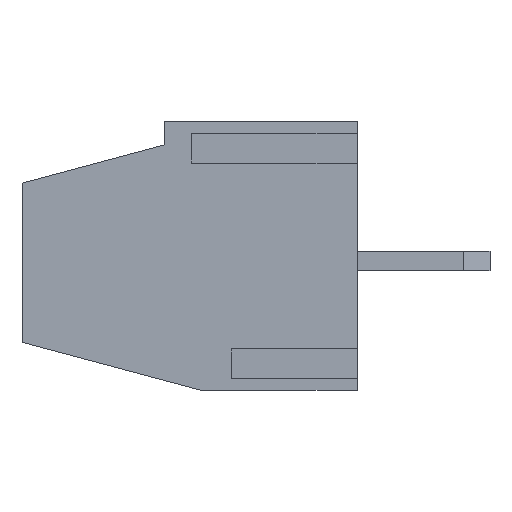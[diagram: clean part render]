
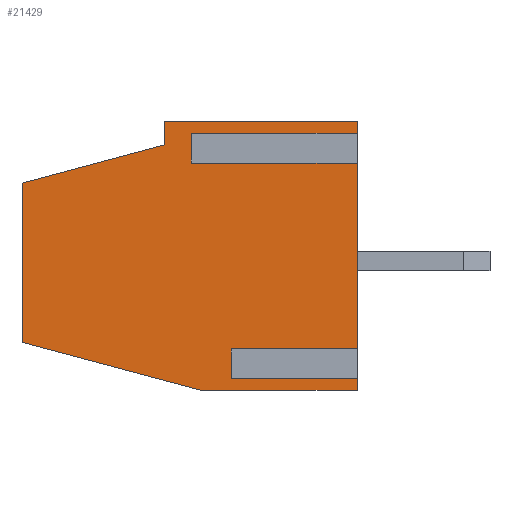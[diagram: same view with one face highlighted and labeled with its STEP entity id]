
A CAD part, left-side view. The second image highlights one B-rep face of the part: STEP entity #21429.
In plain terms, the highlighted planar face has unit normal (-1, 0, 0).
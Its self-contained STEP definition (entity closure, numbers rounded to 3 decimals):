
#31 = CARTESIAN_POINT ( 'NONE',  ( -2.54, 5., 3.668 ) ) ;
#80 = CARTESIAN_POINT ( 'NONE',  ( -2.54, 10.1, -2.452 ) ) ;
#158 = CARTESIAN_POINT ( 'NONE',  ( -2.54, 10.1, 2.348 ) ) ;
#292 = ORIENTED_EDGE ( 'NONE', *, *, #6103, .T. ) ;
#311 = VERTEX_POINT ( 'NONE', #12594 ) ;
#341 = CARTESIAN_POINT ( 'NONE',  ( -2.54, 3.8, -3.368 ) ) ;
#349 = LINE ( 'NONE', #15090, #20631 ) ;
#776 = VERTEX_POINT ( 'NONE', #9034 ) ;
#818 = ORIENTED_EDGE ( 'NONE', *, *, #3372, .T. ) ;
#864 = ORIENTED_EDGE ( 'NONE', *, *, #10069, .T. ) ;
#1394 = VECTOR ( 'NONE', #18400, 1000. ) ;
#1573 = ORIENTED_EDGE ( 'NONE', *, *, #11701, .T. ) ;
#1772 = CARTESIAN_POINT ( 'NONE',  ( -2.54, 3.8, -2.832 ) ) ;
#2011 = CARTESIAN_POINT ( 'NONE',  ( -2.54, 0., -2.832 ) ) ;
#2117 = VERTEX_POINT ( 'NONE', #80 ) ;
#2190 = VERTEX_POINT ( 'NONE', #7517 ) ;
#2679 = VECTOR ( 'NONE', #18012, 1000. ) ;
#2724 = DIRECTION ( 'NONE',  ( 0., -1., 0. ) ) ;
#3351 = LINE ( 'NONE', #23839, #12145 ) ;
#3372 = EDGE_CURVE ( 'NONE', #13883, #21263, #19731, .T. ) ;
#3511 = DIRECTION ( 'NONE',  ( 0., 0., -1. ) ) ;
#3848 = VECTOR ( 'NONE', #17006, 1000. ) ;
#3883 = LINE ( 'NONE', #4004, #12569 ) ;
#4004 = CARTESIAN_POINT ( 'NONE',  ( -2.54, 5., 3.132 ) ) ;
#4291 = DIRECTION ( 'NONE',  ( 0., 0.966, 0.259 ) ) ;
#4934 = EDGE_CURVE ( 'NONE', #12386, #16335, #16873, .T. ) ;
#5444 = PLANE ( 'NONE',  #6402 ) ;
#5639 = DIRECTION ( 'NONE',  ( 0., 0., 1. ) ) ;
#5845 = CARTESIAN_POINT ( 'NONE',  ( -2.54, 10.1, 2.348 ) ) ;
#6103 = EDGE_CURVE ( 'NONE', #16335, #16009, #349, .T. ) ;
#6188 = ORIENTED_EDGE ( 'NONE', *, *, #14239, .F. ) ;
#6204 = LINE ( 'NONE', #341, #7179 ) ;
#6225 = EDGE_CURVE ( 'NONE', #13883, #776, #18781, .T. ) ;
#6362 = CARTESIAN_POINT ( 'NONE',  ( -2.54, 3.8, -3.368 ) ) ;
#6402 = AXIS2_PLACEMENT_3D ( 'NONE', #10848, #16315, #3511 ) ;
#6713 = DIRECTION ( 'NONE',  ( 0., -1., 0. ) ) ;
#7179 = VECTOR ( 'NONE', #7793, 1000. ) ;
#7333 = CARTESIAN_POINT ( 'NONE',  ( -2.54, 0., 4.2 ) ) ;
#7340 = ORIENTED_EDGE ( 'NONE', *, *, #20294, .F. ) ;
#7384 = CARTESIAN_POINT ( 'NONE',  ( -2.54, 4.697, -3.9 ) ) ;
#7517 = CARTESIAN_POINT ( 'NONE',  ( -2.54, 3.8, -3.368 ) ) ;
#7723 = DIRECTION ( 'NONE',  ( 0., 0., -1. ) ) ;
#7793 = DIRECTION ( 'NONE',  ( 0., 0., 1. ) ) ;
#8443 = VERTEX_POINT ( 'NONE', #7384 ) ;
#8701 = EDGE_LOOP ( 'NONE', ( #6188, #864, #10874, #292, #15772, #20519, #818, #18625, #22441, #10308, #16222, #22458, #7340, #20594, #1573 ) ) ;
#8891 = FACE_OUTER_BOUND ( 'NONE', #8701, .T. ) ;
#9034 = CARTESIAN_POINT ( 'NONE',  ( -2.54, 5., 3.132 ) ) ;
#9298 = EDGE_CURVE ( 'NONE', #776, #16009, #3883, .T. ) ;
#9497 = DIRECTION ( 'NONE',  ( 0., -1., 0. ) ) ;
#9518 = CARTESIAN_POINT ( 'NONE',  ( -2.54, 0., 3.668 ) ) ;
#9582 = CARTESIAN_POINT ( 'NONE',  ( -2.54, 3.8, -2.832 ) ) ;
#9771 = DIRECTION ( 'NONE',  ( 0., 0., 1. ) ) ;
#10035 = VERTEX_POINT ( 'NONE', #11580 ) ;
#10069 = EDGE_CURVE ( 'NONE', #2190, #12386, #6204, .T. ) ;
#10153 = VECTOR ( 'NONE', #7723, 1000. ) ;
#10308 = ORIENTED_EDGE ( 'NONE', *, *, #19384, .F. ) ;
#10388 = VECTOR ( 'NONE', #20080, 1000. ) ;
#10675 = VERTEX_POINT ( 'NONE', #23297 ) ;
#10848 = CARTESIAN_POINT ( 'NONE',  ( -2.54, 10.1, 4.2 ) ) ;
#10874 = ORIENTED_EDGE ( 'NONE', *, *, #4934, .T. ) ;
#11031 = LINE ( 'NONE', #14665, #21648 ) ;
#11102 = VECTOR ( 'NONE', #22477, 1000. ) ;
#11291 = DIRECTION ( 'NONE',  ( 0., 0., 1. ) ) ;
#11331 = VERTEX_POINT ( 'NONE', #17285 ) ;
#11580 = CARTESIAN_POINT ( 'NONE',  ( -2.54, 0., -3.368 ) ) ;
#11701 = EDGE_CURVE ( 'NONE', #10675, #10035, #16957, .T. ) ;
#12005 = EDGE_CURVE ( 'NONE', #12244, #11331, #23416, .T. ) ;
#12145 = VECTOR ( 'NONE', #11291, 1000. ) ;
#12244 = VERTEX_POINT ( 'NONE', #14826 ) ;
#12264 = EDGE_CURVE ( 'NONE', #2117, #17264, #21902, .T. ) ;
#12386 = VERTEX_POINT ( 'NONE', #1772 ) ;
#12569 = VECTOR ( 'NONE', #9497, 1000. ) ;
#12578 = VECTOR ( 'NONE', #4291, 1000. ) ;
#12594 = CARTESIAN_POINT ( 'NONE',  ( -2.54, 5.8, 3.5 ) ) ;
#12637 = CARTESIAN_POINT ( 'NONE',  ( -2.54, 10.1, 4.2 ) ) ;
#13571 = DIRECTION ( 'NONE',  ( 0., -1., 0. ) ) ;
#13883 = VERTEX_POINT ( 'NONE', #17296 ) ;
#14239 = EDGE_CURVE ( 'NONE', #2190, #10035, #17454, .T. ) ;
#14615 = VECTOR ( 'NONE', #6713, 1000. ) ;
#14665 = CARTESIAN_POINT ( 'NONE',  ( -2.54, 0., 4.2 ) ) ;
#14826 = CARTESIAN_POINT ( 'NONE',  ( -2.54, 5.8, 4.2 ) ) ;
#15000 = CARTESIAN_POINT ( 'NONE',  ( -2.54, 10.1, -2.452 ) ) ;
#15090 = CARTESIAN_POINT ( 'NONE',  ( -2.54, 0., 4.2 ) ) ;
#15152 = CARTESIAN_POINT ( 'NONE',  ( -2.54, 10.1, -3.9 ) ) ;
#15772 = ORIENTED_EDGE ( 'NONE', *, *, #9298, .F. ) ;
#16009 = VERTEX_POINT ( 'NONE', #22740 ) ;
#16222 = ORIENTED_EDGE ( 'NONE', *, *, #23243, .F. ) ;
#16315 = DIRECTION ( 'NONE',  ( 1., 0., 0. ) ) ;
#16335 = VERTEX_POINT ( 'NONE', #2011 ) ;
#16429 = CARTESIAN_POINT ( 'NONE',  ( -2.54, 5., 3.668 ) ) ;
#16602 = VECTOR ( 'NONE', #2724, 1000. ) ;
#16855 = LINE ( 'NONE', #158, #11102 ) ;
#16873 = LINE ( 'NONE', #9582, #3848 ) ;
#16957 = LINE ( 'NONE', #7333, #1394 ) ;
#17006 = DIRECTION ( 'NONE',  ( 0., -1., 0. ) ) ;
#17264 = VERTEX_POINT ( 'NONE', #5845 ) ;
#17285 = CARTESIAN_POINT ( 'NONE',  ( -2.54, 0., 4.2 ) ) ;
#17296 = CARTESIAN_POINT ( 'NONE',  ( -2.54, 5., 3.668 ) ) ;
#17454 = LINE ( 'NONE', #6362, #16602 ) ;
#17919 = CARTESIAN_POINT ( 'NONE',  ( -2.54, 10.1, 4.2 ) ) ;
#18012 = DIRECTION ( 'NONE',  ( 0., -1., 0. ) ) ;
#18400 = DIRECTION ( 'NONE',  ( 0., 0., 1. ) ) ;
#18625 = ORIENTED_EDGE ( 'NONE', *, *, #23175, .T. ) ;
#18781 = LINE ( 'NONE', #31, #10153 ) ;
#19384 = EDGE_CURVE ( 'NONE', #311, #12244, #3351, .T. ) ;
#19421 = EDGE_CURVE ( 'NONE', #8443, #10675, #21012, .T. ) ;
#19731 = LINE ( 'NONE', #16429, #2679 ) ;
#20080 = DIRECTION ( 'NONE',  ( 0., 0., 1. ) ) ;
#20294 = EDGE_CURVE ( 'NONE', #8443, #2117, #20974, .T. ) ;
#20519 = ORIENTED_EDGE ( 'NONE', *, *, #6225, .F. ) ;
#20594 = ORIENTED_EDGE ( 'NONE', *, *, #19421, .T. ) ;
#20631 = VECTOR ( 'NONE', #9771, 1000. ) ;
#20974 = LINE ( 'NONE', #15000, #12578 ) ;
#21012 = LINE ( 'NONE', #15152, #23448 ) ;
#21263 = VERTEX_POINT ( 'NONE', #9518 ) ;
#21429 = ADVANCED_FACE ( 'NONE', ( #8891 ), #5444, .F. ) ;
#21648 = VECTOR ( 'NONE', #5639, 1000. ) ;
#21902 = LINE ( 'NONE', #12637, #10388 ) ;
#22441 = ORIENTED_EDGE ( 'NONE', *, *, #12005, .F. ) ;
#22458 = ORIENTED_EDGE ( 'NONE', *, *, #12264, .F. ) ;
#22477 = DIRECTION ( 'NONE',  ( 0., -0.966, 0.259 ) ) ;
#22740 = CARTESIAN_POINT ( 'NONE',  ( -2.54, 0., 3.132 ) ) ;
#23175 = EDGE_CURVE ( 'NONE', #21263, #11331, #11031, .T. ) ;
#23243 = EDGE_CURVE ( 'NONE', #17264, #311, #16855, .T. ) ;
#23297 = CARTESIAN_POINT ( 'NONE',  ( -2.54, 0., -3.9 ) ) ;
#23416 = LINE ( 'NONE', #17919, #14615 ) ;
#23448 = VECTOR ( 'NONE', #13571, 1000. ) ;
#23839 = CARTESIAN_POINT ( 'NONE',  ( -2.54, 5.8, 3.5 ) ) ;
